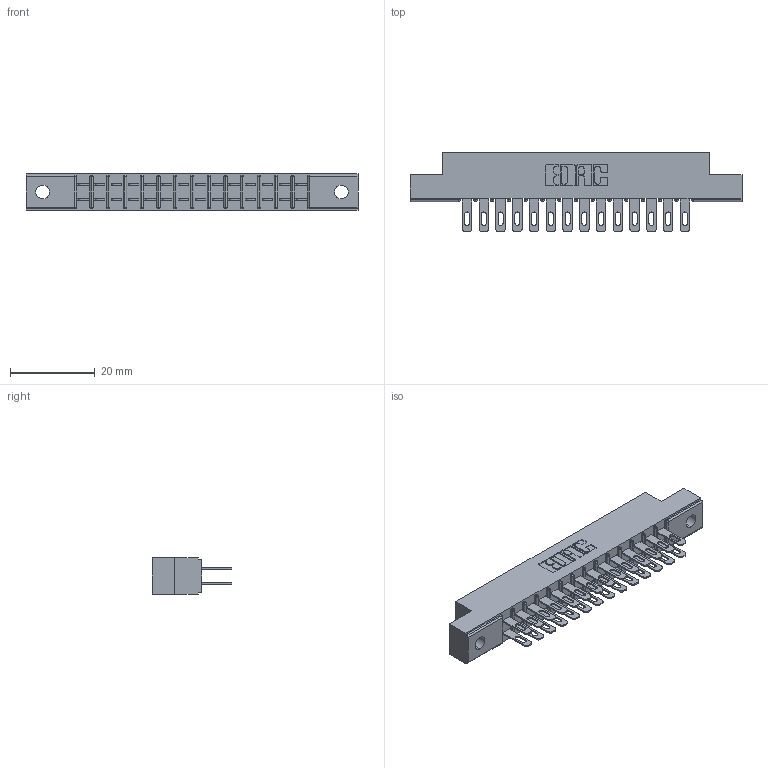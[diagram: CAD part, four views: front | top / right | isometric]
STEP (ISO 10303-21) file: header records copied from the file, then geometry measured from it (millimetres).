
FILE_DESCRIPTION (( 'STEP AP203' ), '1' );
FILE_NAME ('305-028-500-202.STEP', '2019-09-09T15:28:36', ( '' ), ( '' ), 'SwSTEP 2.0', 'SolidWorks 2016', '' );
FILE_SCHEMA (( 'CONFIG_CONTROL_DESIGN' ));
Length unit declared in the file: inch
Products named in the file (3): 305 Part_.128 Dia; 305-028-500-202; 305-290-001_500
Assembly tree (29 placements, depth 2):
  305-028-500-202
    305 Part_.128 Dia
    305-290-001_500  x28
Bounding box: 78.49 x 18.85 x 8.71 mm (x, y, z)
Volume: 4980.4 mm3; surface area: 9187.7 mm2
Topology: 29 solids, 29 shells, 1516 faces, 4334 edges, 2812 vertices
Faces by surface type: plane 852, cylinder 608, sphere 56
Entity records: 18591 total; most frequent: CARTESIAN_POINT 3076, ORIENTED_EDGE 3048, DIRECTION 3000, EDGE_CURVE 1524, VECTOR 1200, LINE 1200, VERTEX_POINT 976, AXIS2_PLACEMENT_3D 900
